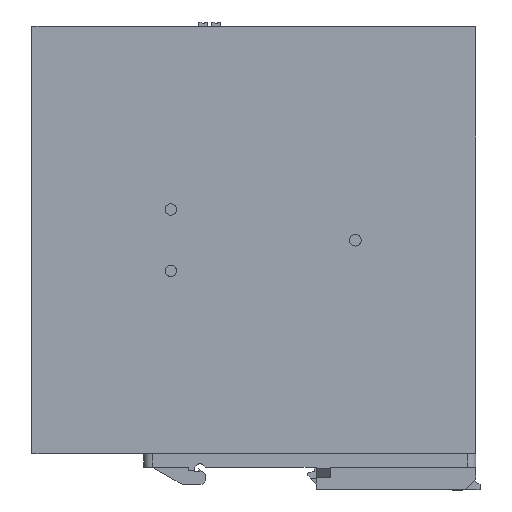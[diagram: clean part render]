
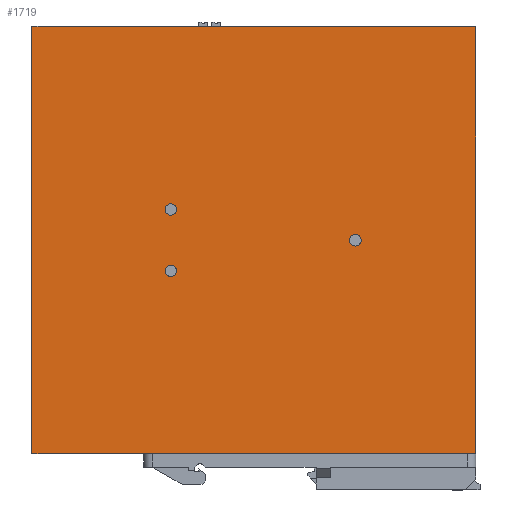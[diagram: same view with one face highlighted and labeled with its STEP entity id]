
A CAD part, left-side view. The second image highlights one B-rep face of the part: STEP entity #1719.
In plain terms, the highlighted planar face has unit normal (-1, 0, 0).
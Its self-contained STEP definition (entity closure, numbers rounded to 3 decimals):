
#1638=AXIS2_PLACEMENT_3D('Plane Axis2P3D',#1635,#1636,#1637) ;
#1667=AXIS2_PLACEMENT_3D('Circle Axis2P3D',#1665,#1666,$) ;
#1676=AXIS2_PLACEMENT_3D('Circle Axis2P3D',#1674,#1675,$) ;
#1685=AXIS2_PLACEMENT_3D('Circle Axis2P3D',#1683,#1684,$) ;
#1694=AXIS2_PLACEMENT_3D('Circle Axis2P3D',#1692,#1693,$) ;
#1703=AXIS2_PLACEMENT_3D('Circle Axis2P3D',#1701,#1702,$) ;
#1712=AXIS2_PLACEMENT_3D('Circle Axis2P3D',#1710,#1711,$) ;
#49=CARTESIAN_POINT('Vertex',(0.,131.2,10.65)) ;
#52=CARTESIAN_POINT('Line Origine',(0.,131.2,73.15)) ;
#56=CARTESIAN_POINT('Vertex',(0.,131.2,135.65)) ;
#1635=CARTESIAN_POINT('Axis2P3D Location',(0.,1.7,122.65)) ;
#1640=CARTESIAN_POINT('Line Origine',(0.,1.2,73.15)) ;
#1644=CARTESIAN_POINT('Vertex',(0.,1.2,135.65)) ;
#1646=CARTESIAN_POINT('Vertex',(0.,1.2,10.65)) ;
#1649=CARTESIAN_POINT('Line Origine',(0.,66.2,135.65)) ;
#1654=CARTESIAN_POINT('Line Origine',(0.,66.2,10.65)) ;
#1665=CARTESIAN_POINT('Axis2P3D Location',(0.,90.5,64.15)) ;
#1669=CARTESIAN_POINT('Vertex',(0.,88.8,64.15)) ;
#1671=CARTESIAN_POINT('Vertex',(0.,92.2,64.15)) ;
#1674=CARTESIAN_POINT('Axis2P3D Location',(0.,90.5,64.15)) ;
#1683=CARTESIAN_POINT('Axis2P3D Location',(0.,90.5,82.15)) ;
#1687=CARTESIAN_POINT('Vertex',(0.,88.8,82.15)) ;
#1689=CARTESIAN_POINT('Vertex',(0.,92.2,82.15)) ;
#1692=CARTESIAN_POINT('Axis2P3D Location',(0.,90.5,82.15)) ;
#1701=CARTESIAN_POINT('Axis2P3D Location',(0.,36.5,73.15)) ;
#1705=CARTESIAN_POINT('Vertex',(0.,38.2,73.15)) ;
#1707=CARTESIAN_POINT('Vertex',(0.,34.8,73.15)) ;
#1710=CARTESIAN_POINT('Axis2P3D Location',(0.,36.5,73.15)) ;
#53=DIRECTION('Vector Direction',(0.,0.,-1.)) ;
#1636=DIRECTION('Axis2P3D Direction',(-1.,0.,0.)) ;
#1637=DIRECTION('Axis2P3D XDirection',(0.,0.,-1.)) ;
#1641=DIRECTION('Vector Direction',(0.,0.,1.)) ;
#1650=DIRECTION('Vector Direction',(0.,1.,0.)) ;
#1655=DIRECTION('Vector Direction',(0.,-1.,0.)) ;
#1666=DIRECTION('Axis2P3D Direction',(-1.,0.,0.)) ;
#1675=DIRECTION('Axis2P3D Direction',(-1.,0.,0.)) ;
#1684=DIRECTION('Axis2P3D Direction',(-1.,0.,0.)) ;
#1693=DIRECTION('Axis2P3D Direction',(-1.,0.,0.)) ;
#1702=DIRECTION('Axis2P3D Direction',(-1.,0.,0.)) ;
#1711=DIRECTION('Axis2P3D Direction',(-1.,0.,0.)) ;
#54=VECTOR('Line Direction',#53,1.) ;
#1642=VECTOR('Line Direction',#1641,1.) ;
#1651=VECTOR('Line Direction',#1650,1.) ;
#1656=VECTOR('Line Direction',#1655,1.) ;
#1660=ORIENTED_EDGE('',*,*,#1648,.F.) ;
#1661=ORIENTED_EDGE('',*,*,#1653,.F.) ;
#1662=ORIENTED_EDGE('',*,*,#58,.F.) ;
#1663=ORIENTED_EDGE('',*,*,#1658,.F.) ;
#1680=ORIENTED_EDGE('',*,*,#1673,.F.) ;
#1681=ORIENTED_EDGE('',*,*,#1678,.F.) ;
#1698=ORIENTED_EDGE('',*,*,#1691,.F.) ;
#1699=ORIENTED_EDGE('',*,*,#1696,.F.) ;
#1716=ORIENTED_EDGE('',*,*,#1709,.F.) ;
#1717=ORIENTED_EDGE('',*,*,#1714,.F.) ;
#1682=FACE_BOUND('',#1679,.T.) ;
#1700=FACE_BOUND('',#1697,.T.) ;
#1718=FACE_BOUND('',#1715,.T.) ;
#1719=ADVANCED_FACE('GEHAEUSE',(#1664,#1682,#1700,#1718),#1639,.T.) ;
#1668=CIRCLE('generated circle',#1667,1.7) ;
#1677=CIRCLE('generated circle',#1676,1.7) ;
#1686=CIRCLE('generated circle',#1685,1.7) ;
#1695=CIRCLE('generated circle',#1694,1.7) ;
#1704=CIRCLE('generated circle',#1703,1.7) ;
#1713=CIRCLE('generated circle',#1712,1.7) ;
#58=EDGE_CURVE('',#50,#57,#55,.F.) ;
#1648=EDGE_CURVE('',#1645,#1647,#1643,.F.) ;
#1653=EDGE_CURVE('',#57,#1645,#1652,.F.) ;
#1658=EDGE_CURVE('',#1647,#50,#1657,.F.) ;
#1673=EDGE_CURVE('',#1670,#1672,#1668,.T.) ;
#1678=EDGE_CURVE('',#1672,#1670,#1677,.T.) ;
#1691=EDGE_CURVE('',#1688,#1690,#1686,.T.) ;
#1696=EDGE_CURVE('',#1690,#1688,#1695,.T.) ;
#1709=EDGE_CURVE('',#1706,#1708,#1704,.T.) ;
#1714=EDGE_CURVE('',#1708,#1706,#1713,.T.) ;
#1659=EDGE_LOOP('',(#1660,#1661,#1662,#1663)) ;
#1679=EDGE_LOOP('',(#1680,#1681)) ;
#1697=EDGE_LOOP('',(#1698,#1699)) ;
#1715=EDGE_LOOP('',(#1716,#1717)) ;
#1664=FACE_OUTER_BOUND('',#1659,.T.) ;
#55=LINE('Line',#52,#54) ;
#1643=LINE('Line',#1640,#1642) ;
#1652=LINE('Line',#1649,#1651) ;
#1657=LINE('Line',#1654,#1656) ;
#1639=PLANE('',#1638) ;
#50=VERTEX_POINT('',#49) ;
#57=VERTEX_POINT('',#56) ;
#1645=VERTEX_POINT('',#1644) ;
#1647=VERTEX_POINT('',#1646) ;
#1670=VERTEX_POINT('',#1669) ;
#1672=VERTEX_POINT('',#1671) ;
#1688=VERTEX_POINT('',#1687) ;
#1690=VERTEX_POINT('',#1689) ;
#1706=VERTEX_POINT('',#1705) ;
#1708=VERTEX_POINT('',#1707) ;
